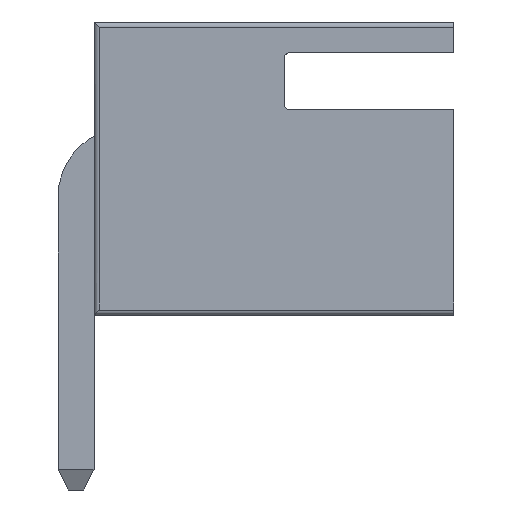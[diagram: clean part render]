
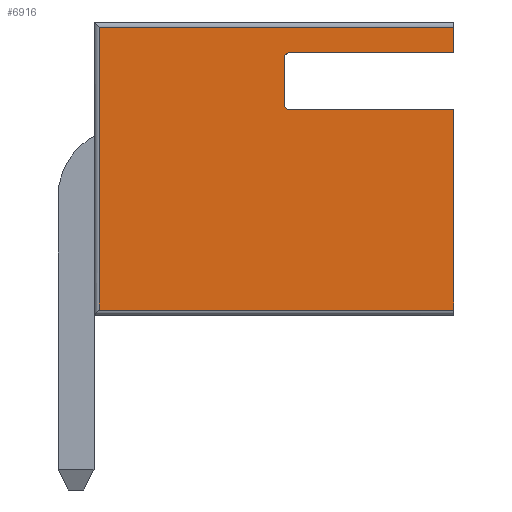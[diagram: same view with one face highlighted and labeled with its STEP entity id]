
A CAD part, left-side view. The second image highlights one B-rep face of the part: STEP entity #6916.
In plain terms, the highlighted planar face has unit normal (-1, 0, 0).
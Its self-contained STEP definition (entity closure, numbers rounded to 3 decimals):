
#302 = CARTESIAN_POINT ( 'NONE',  ( -2.5, 0.5, 6.45 ) ) ;
#594 = VERTEX_POINT ( 'NONE', #2037 ) ;
#1102 = ORIENTED_EDGE ( 'NONE', *, *, #11600, .T. ) ;
#1514 = ORIENTED_EDGE ( 'NONE', *, *, #18479, .T. ) ;
#1604 = LINE ( 'NONE', #6568, #9151 ) ;
#1613 = DIRECTION ( 'NONE',  ( 0., 1., 0. ) ) ;
#1776 = CARTESIAN_POINT ( 'NONE',  ( -2.5, 0.5, 7.45 ) ) ;
#1979 = ORIENTED_EDGE ( 'NONE', *, *, #7577, .T. ) ;
#2037 = CARTESIAN_POINT ( 'NONE',  ( -2.5, -2.7, 7.45 ) ) ;
#2059 = LINE ( 'NONE', #2449, #19856 ) ;
#2191 = ORIENTED_EDGE ( 'NONE', *, *, #13696, .F. ) ;
#2449 = CARTESIAN_POINT ( 'NONE',  ( -2.5, -2.7, 8.05 ) ) ;
#2524 = ORIENTED_EDGE ( 'NONE', *, *, #9704, .T. ) ;
#2534 = DIRECTION ( 'NONE',  ( 0., 0., -1. ) ) ;
#2723 = AXIS2_PLACEMENT_3D ( 'NONE', #14678, #3287, #8171 ) ;
#2746 = VERTEX_POINT ( 'NONE', #9605 ) ;
#2867 = CARTESIAN_POINT ( 'NONE',  ( -2.5, -2.7, 7.95 ) ) ;
#2924 = EDGE_CURVE ( 'NONE', #19621, #7608, #8285, .T. ) ;
#3287 = DIRECTION ( 'NONE',  ( 1., 0., 0. ) ) ;
#3431 = VECTOR ( 'NONE', #7210, 1000. ) ;
#3537 = LINE ( 'NONE', #7139, #15840 ) ;
#4282 = ORIENTED_EDGE ( 'NONE', *, *, #9747, .T. ) ;
#4352 = CARTESIAN_POINT ( 'NONE',  ( -2.5, 4.3, 2.45 ) ) ;
#4458 = DIRECTION ( 'NONE',  ( 0., -1., 0. ) ) ;
#4972 = AXIS2_PLACEMENT_3D ( 'NONE', #12682, #11224, #1613 ) ;
#5156 = LINE ( 'NONE', #13215, #8361 ) ;
#5528 = CARTESIAN_POINT ( 'NONE',  ( -2.5, 4.2, 8.05 ) ) ;
#5587 = CARTESIAN_POINT ( 'NONE',  ( -2.5, 4.2, 2.45 ) ) ;
#5802 = VERTEX_POINT ( 'NONE', #5587 ) ;
#5887 = LINE ( 'NONE', #4352, #12546 ) ;
#6261 = VERTEX_POINT ( 'NONE', #2867 ) ;
#6568 = CARTESIAN_POINT ( 'NONE',  ( -2.5, 4.3, 6.35 ) ) ;
#6916 = ADVANCED_FACE ( 'NONE', ( #17220 ), #14142, .F. ) ;
#7003 = DIRECTION ( 'NONE',  ( 0., 0., -1. ) ) ;
#7139 = CARTESIAN_POINT ( 'NONE',  ( -2.5, 0.6, 8.05 ) ) ;
#7210 = DIRECTION ( 'NONE',  ( 0., -1., 0. ) ) ;
#7363 = CARTESIAN_POINT ( 'NONE',  ( -2.5, 4.2, 7.95 ) ) ;
#7577 = EDGE_CURVE ( 'NONE', #7608, #594, #8680, .T. ) ;
#7608 = VERTEX_POINT ( 'NONE', #1776 ) ;
#7883 = ORIENTED_EDGE ( 'NONE', *, *, #2924, .T. ) ;
#8113 = DIRECTION ( 'NONE',  ( 0., 0., 1. ) ) ;
#8171 = DIRECTION ( 'NONE',  ( 0., 1., 0. ) ) ;
#8285 = CIRCLE ( 'NONE', #4972, 0.1 ) ;
#8361 = VECTOR ( 'NONE', #17721, 1000. ) ;
#8680 = LINE ( 'NONE', #19069, #3431 ) ;
#9151 = VECTOR ( 'NONE', #12674, 1000. ) ;
#9605 = CARTESIAN_POINT ( 'NONE',  ( -2.5, 0.6, 6.45 ) ) ;
#9704 = EDGE_CURVE ( 'NONE', #17472, #2746, #11476, .T. ) ;
#9747 = EDGE_CURVE ( 'NONE', #13207, #17472, #1604, .T. ) ;
#10510 = EDGE_CURVE ( 'NONE', #13207, #17149, #2059, .T. ) ;
#10512 = CARTESIAN_POINT ( 'NONE',  ( -2.5, -2.7, 8.05 ) ) ;
#11209 = EDGE_LOOP ( 'NONE', ( #2191, #1514, #1102, #16518, #14874, #4282, #2524, #16139, #7883, #1979 ) ) ;
#11224 = DIRECTION ( 'NONE',  ( 1., 0., 0. ) ) ;
#11476 = CIRCLE ( 'NONE', #19330, 0.1 ) ;
#11600 = EDGE_CURVE ( 'NONE', #17322, #5802, #16474, .T. ) ;
#12031 = VECTOR ( 'NONE', #16279, 1000. ) ;
#12393 = EDGE_CURVE ( 'NONE', #2746, #19621, #3537, .T. ) ;
#12546 = VECTOR ( 'NONE', #4458, 1000. ) ;
#12674 = DIRECTION ( 'NONE',  ( 0., 1., 0. ) ) ;
#12682 = CARTESIAN_POINT ( 'NONE',  ( -2.5, 0.5, 7.35 ) ) ;
#13038 = DIRECTION ( 'NONE',  ( 0., 1., 0. ) ) ;
#13132 = CARTESIAN_POINT ( 'NONE',  ( -2.5, 0.5, 6.35 ) ) ;
#13207 = VERTEX_POINT ( 'NONE', #16758 ) ;
#13215 = CARTESIAN_POINT ( 'NONE',  ( -2.5, 4.3, 7.95 ) ) ;
#13543 = EDGE_CURVE ( 'NONE', #5802, #17149, #5887, .T. ) ;
#13696 = EDGE_CURVE ( 'NONE', #6261, #594, #14930, .T. ) ;
#14142 = PLANE ( 'NONE',  #2723 ) ;
#14210 = VECTOR ( 'NONE', #2534, 1000. ) ;
#14678 = CARTESIAN_POINT ( 'NONE',  ( -2.5, 4.3, 8.05 ) ) ;
#14723 = CARTESIAN_POINT ( 'NONE',  ( -2.5, 0.6, 7.35 ) ) ;
#14874 = ORIENTED_EDGE ( 'NONE', *, *, #10510, .F. ) ;
#14930 = LINE ( 'NONE', #10512, #14210 ) ;
#15840 = VECTOR ( 'NONE', #8113, 1000. ) ;
#16023 = DIRECTION ( 'NONE',  ( 1., 0., 0. ) ) ;
#16139 = ORIENTED_EDGE ( 'NONE', *, *, #12393, .T. ) ;
#16279 = DIRECTION ( 'NONE',  ( 0., 0., -1. ) ) ;
#16474 = LINE ( 'NONE', #5528, #12031 ) ;
#16518 = ORIENTED_EDGE ( 'NONE', *, *, #13543, .T. ) ;
#16758 = CARTESIAN_POINT ( 'NONE',  ( -2.5, -2.7, 6.35 ) ) ;
#17149 = VERTEX_POINT ( 'NONE', #19239 ) ;
#17220 = FACE_OUTER_BOUND ( 'NONE', #11209, .T. ) ;
#17322 = VERTEX_POINT ( 'NONE', #7363 ) ;
#17472 = VERTEX_POINT ( 'NONE', #13132 ) ;
#17721 = DIRECTION ( 'NONE',  ( 0., 1., 0. ) ) ;
#18479 = EDGE_CURVE ( 'NONE', #6261, #17322, #5156, .T. ) ;
#19069 = CARTESIAN_POINT ( 'NONE',  ( -2.5, 4.3, 7.45 ) ) ;
#19239 = CARTESIAN_POINT ( 'NONE',  ( -2.5, -2.7, 2.45 ) ) ;
#19330 = AXIS2_PLACEMENT_3D ( 'NONE', #302, #16023, #13038 ) ;
#19621 = VERTEX_POINT ( 'NONE', #14723 ) ;
#19856 = VECTOR ( 'NONE', #7003, 1000. ) ;
